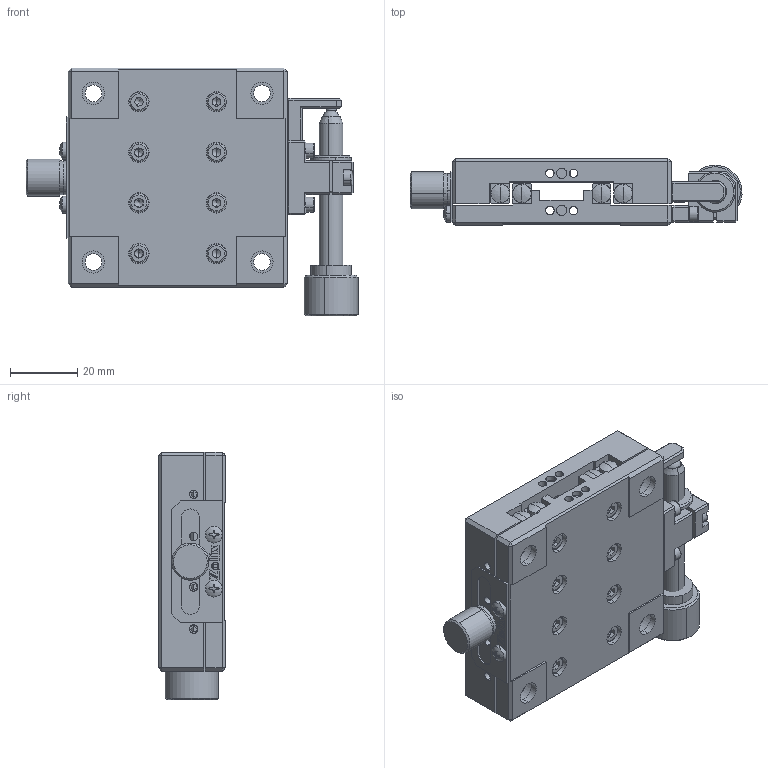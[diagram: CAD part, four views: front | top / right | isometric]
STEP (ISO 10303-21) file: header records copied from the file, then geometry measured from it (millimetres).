
FILE_DESCRIPTION (( 'STEP AP203' ), '1' );
FILE_NAME ('AK25-6520SL.step', '2019-05-08T06:30:57', ( '' ), ( '' ), 'SwSTEP 2.0', 'SolidWorks 2017', '' );
FILE_SCHEMA (( 'CONFIG_CONTROL_DESIGN' ));
Length unit declared in the file: millimetre
Products named in the file (1): AK25-6520SL
Bounding box: 98.47 x 20 x 73.5 mm (x, y, z)
Surface area: 34584.3 mm2 (no closed solid volume)
Topology: 0 solids, 44 shells, 772 faces, 2582 edges, 1727 vertices
Faces by surface type: plane 466, cylinder 172, cone 70, torus 42, bspline 16, sphere 6
Entity records: 27939 total; most frequent: CARTESIAN_POINT 5486, DIRECTION 4838, ORIENTED_EDGE 4119, EDGE_CURVE 2524, VERTEX_POINT 1727, VECTOR 1624, LINE 1624, AXIS2_PLACEMENT_3D 1607
